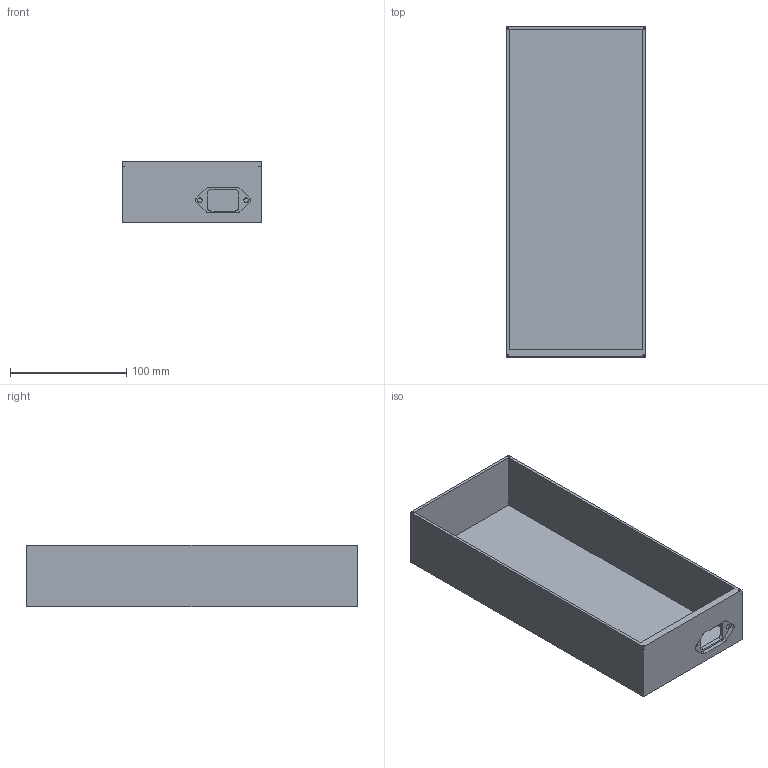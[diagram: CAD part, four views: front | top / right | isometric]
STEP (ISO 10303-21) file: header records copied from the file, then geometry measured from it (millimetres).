
FILE_DESCRIPTION(/* description */ (''),/* implementation_level */ '2;1');
FILE_NAME(/* name */ 'ControlBoxBottom.step',/* time_stamp */ '2019-10-15T23:07:53-06:00',/* author */ (''),/* organization */ (''),/* preprocessor_version */ 'ST-DEVELOPER v18',/* originating_system */ 'Autodesk Translation Framework v8.6.0.1094',/* authorisation */ '');
FILE_SCHEMA (('AUTOMOTIVE_DESIGN { 1 0 10303 214 3 1 1 }'));
Length unit declared in the file: millimetre
Products named in the file (1): ControlBoxBottomv1 v1
Bounding box: 120 x 284 x 52.5 mm (x, y, z)
Volume: 203517.2 mm3; surface area: 149361.6 mm2
Topology: 1 solids, 1 shells, 42 faces, 102 edges, 68 vertices
Faces by surface type: plane 26, cylinder 16
Full cylindrical faces by diameter (mm): 1.6 x4, 4 x2
Entity records: 1283 total; most frequent: DIRECTION 220, CARTESIAN_POINT 213, ORIENTED_EDGE 204, EDGE_CURVE 102, AXIS2_PLACEMENT_3D 75, LINE 70, VECTOR 70, VERTEX_POINT 68
